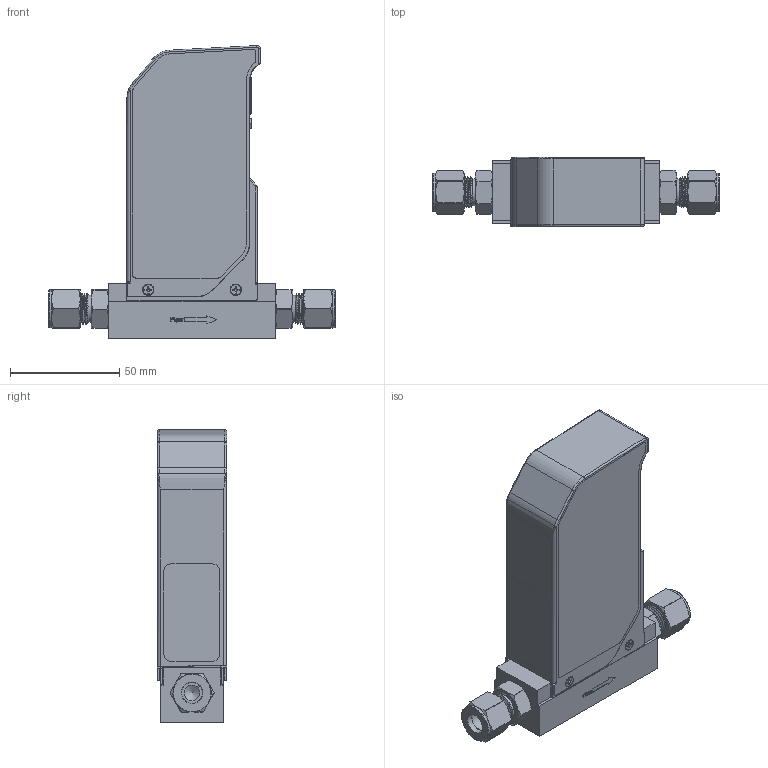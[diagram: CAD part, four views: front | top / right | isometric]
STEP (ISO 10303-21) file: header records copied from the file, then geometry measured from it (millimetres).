
FILE_DESCRIPTION(/* description */ ('Unknown'),/* implementation_level */ '2;1');
FILE_NAME(/* name */ '8511-XX-XX with 9853-9-T6 Fittings',/* time_stamp */ '2024-05-15T14:35:46-05:00',/* author */ ('Unknown'),/* organization */ ('Unknown'),/* preprocessor_version */ 'ST-DEVELOPER v19.4',/* originating_system */ 'Solid Edge',/* authorisation */ 'Unknown');
FILE_SCHEMA (('AUTOMOTIVE_DESIGN {1 0 10303 214 3 1 1}'));
Length unit declared in the file: millimetre
Products named in the file (14): 8511 Assembly Render Model - 3-8in Fittings; 85 Axetris Cover Assembly Render Model; OUTSIDE COVER PLATE Reder Model; SIDE PLATE INSIDE COVER Render Mod; 605.419_Connection block MFx21xx SP-FR; D SUB 9P male Render; 92710A215_Male-Female Threaded Jack Screws; OUTSIDE COVER PLATE Alt Sticker; OUTSIDE COVER PLATE Alt Sticker Other Side; 91801A133 M2.5 Screw; 5182K865_Yor-Lok Fitting for Stainless Steel Tubing 3-8in 2; Product Sticker B; 8511 Data Label B; 5182K865_Yor-Lok Fitting for Stainless Steel Tubing 3-8in
Assembly tree (17 placements, depth 3):
  8511 Assembly Render Model - 3-8in Fittings
    85 Axetris Cover Assembly Render Model
      OUTSIDE COVER PLATE Reder Model
      SIDE PLATE INSIDE COVER Render Mod
    605.419_Connection block MFx21xx SP-FR
    D SUB 9P male Render
    92710A215_Male-Female Threaded Jack Screws  x2
    OUTSIDE COVER PLATE Alt Sticker
    OUTSIDE COVER PLATE Alt Sticker Other Side
    91801A133 M2.5 Screw  x4
    5182K865_Yor-Lok Fitting for Stainless Steel Tubing 3-8in 2
    Product Sticker B
    8511 Data Label B
    5182K865_Yor-Lok Fitting for Stainless Steel Tubing 3-8in
Bounding box: 130.7 x 31.68 x 133.78 mm (x, y, z)
Volume: 86897 mm3; surface area: 99306.9 mm2
Topology: 35 solids, 35 shells, 1097 faces, 2988 edges, 1990 vertices
Faces by surface type: plane 446, cylinder 364, cone 153, torus 65, bspline 60, sphere 9
Full cylindrical faces by diameter (mm): 1.04 x9, 1.14 x9, 2 x1, 2.05 x4, 2.5 x21, 2.6 x2, 2.845 x12, 2.9 x2, 3.175 x4, 3.242 x2, 7.137 x6, 9.525 x6, 10.871 x2, 12.149 x2, 12.363 x2, 12.446 x2, 12.638 x2, 12.761 x2, 13.018 x2, 14.287 x4, 17.45 x2
Entity records: 37994 total; most frequent: CARTESIAN_POINT 14674, ORIENTED_EDGE 4440, DIRECTION 4103, EDGE_CURVE 2220, AXIS2_PLACEMENT_3D 1603, VERTEX_POINT 1529, FACE_BOUND 1169, EDGE_LOOP 1154
